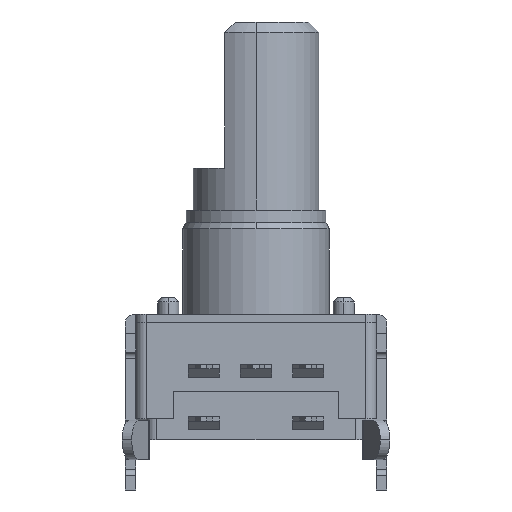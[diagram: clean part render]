
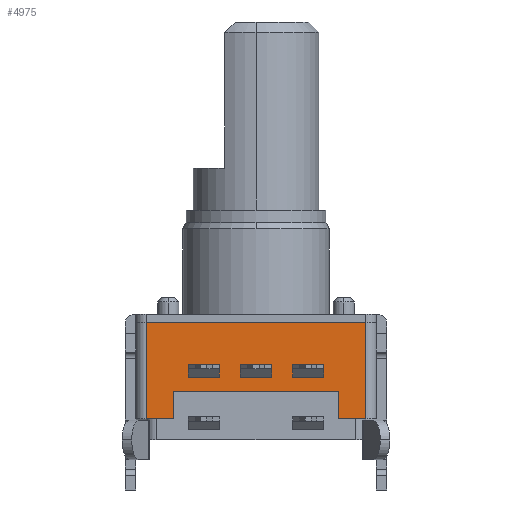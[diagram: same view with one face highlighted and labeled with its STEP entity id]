
A CAD part, front view. The second image highlights one B-rep face of the part: STEP entity #4975.
In plain terms, the highlighted planar face has unit normal (0, -1, 0).
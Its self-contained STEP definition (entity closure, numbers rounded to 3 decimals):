
#412 = DIRECTION ( 'NONE',  ( 0., 0., -1. ) ) ;
#609 = CARTESIAN_POINT ( 'NONE',  ( 3.95, 3.3, 2.3 ) ) ;
#834 = DIRECTION ( 'NONE',  ( 0., 0., -1. ) ) ;
#920 = CARTESIAN_POINT ( 'NONE',  ( -3.95, 3.3, 1. ) ) ;
#1050 = CARTESIAN_POINT ( 'NONE',  ( 5.25, 3.3, 2.3 ) ) ;
#1115 = EDGE_CURVE ( 'NONE', #1821, #1378, #4274, .T. ) ;
#1311 = LINE ( 'NONE', #8730, #3667 ) ;
#1378 = VERTEX_POINT ( 'NONE', #8223 ) ;
#1533 = DIRECTION ( 'NONE',  ( -1., 0., 0. ) ) ;
#1561 = DIRECTION ( 'NONE',  ( -1., 0., 0. ) ) ;
#1821 = VERTEX_POINT ( 'NONE', #6972 ) ;
#2043 = DIRECTION ( 'NONE',  ( -1., 0., 0. ) ) ;
#2370 = ORIENTED_EDGE ( 'NONE', *, *, #4132, .F. ) ;
#2615 = VECTOR ( 'NONE', #4560, 1000. ) ;
#2727 = CARTESIAN_POINT ( 'NONE',  ( -3.95, 3.3, 2.3 ) ) ;
#2849 = EDGE_CURVE ( 'NONE', #1378, #9251, #5156, .T. ) ;
#2858 = LINE ( 'NONE', #7284, #2615 ) ;
#2951 = VERTEX_POINT ( 'NONE', #7988 ) ;
#3019 = CARTESIAN_POINT ( 'NONE',  ( 3.95, 3.3, 2.3 ) ) ;
#3042 = DIRECTION ( 'NONE',  ( 0., 0., -1. ) ) ;
#3467 = EDGE_LOOP ( 'NONE', ( #3851, #7027, #5624, #8283, #8006, #5415, #2370, #6801 ) ) ;
#3667 = VECTOR ( 'NONE', #1533, 1000. ) ;
#3773 = CARTESIAN_POINT ( 'NONE',  ( -3.95, 3.3, 2.3 ) ) ;
#3851 = ORIENTED_EDGE ( 'NONE', *, *, #4625, .F. ) ;
#4129 = EDGE_CURVE ( 'NONE', #1821, #5034, #1311, .T. ) ;
#4132 = EDGE_CURVE ( 'NONE', #6889, #2951, #5551, .T. ) ;
#4274 = LINE ( 'NONE', #7364, #6169 ) ;
#4461 = VERTEX_POINT ( 'NONE', #2727 ) ;
#4560 = DIRECTION ( 'NONE',  ( 0., 0., -1. ) ) ;
#4625 = EDGE_CURVE ( 'NONE', #6314, #4461, #8684, .T. ) ;
#4975 = ADVANCED_FACE ( 'NONE', ( #7793 ), #8039, .T. ) ;
#5021 = LINE ( 'NONE', #609, #7624 ) ;
#5034 = VERTEX_POINT ( 'NONE', #8011 ) ;
#5046 = VECTOR ( 'NONE', #2043, 1000. ) ;
#5156 = LINE ( 'NONE', #6396, #5046 ) ;
#5415 = ORIENTED_EDGE ( 'NONE', *, *, #6313, .T. ) ;
#5551 = LINE ( 'NONE', #8053, #6805 ) ;
#5624 = ORIENTED_EDGE ( 'NONE', *, *, #2849, .F. ) ;
#5784 = DIRECTION ( 'NONE',  ( 1., 0., 0. ) ) ;
#6097 = VECTOR ( 'NONE', #412, 1000. ) ;
#6169 = VECTOR ( 'NONE', #3042, 1000. ) ;
#6196 = AXIS2_PLACEMENT_3D ( 'NONE', #7205, #6547, #5784 ) ;
#6206 = LINE ( 'NONE', #3773, #6097 ) ;
#6313 = EDGE_CURVE ( 'NONE', #5034, #2951, #2858, .T. ) ;
#6314 = VERTEX_POINT ( 'NONE', #3019 ) ;
#6396 = CARTESIAN_POINT ( 'NONE',  ( 5.25, 3.3, 1. ) ) ;
#6547 = DIRECTION ( 'NONE',  ( 0., -1., 0. ) ) ;
#6584 = EDGE_CURVE ( 'NONE', #6314, #9251, #5021, .T. ) ;
#6746 = DIRECTION ( 'NONE',  ( -1., 0., 0. ) ) ;
#6801 = ORIENTED_EDGE ( 'NONE', *, *, #7311, .F. ) ;
#6805 = VECTOR ( 'NONE', #1561, 1000. ) ;
#6889 = VERTEX_POINT ( 'NONE', #920 ) ;
#6972 = CARTESIAN_POINT ( 'NONE',  ( 5.25, 3.3, 5.6 ) ) ;
#7027 = ORIENTED_EDGE ( 'NONE', *, *, #6584, .T. ) ;
#7205 = CARTESIAN_POINT ( 'NONE',  ( 5.25, 3.3, 5.6 ) ) ;
#7284 = CARTESIAN_POINT ( 'NONE',  ( -5.25, 3.3, 5.6 ) ) ;
#7311 = EDGE_CURVE ( 'NONE', #4461, #6889, #6206, .T. ) ;
#7364 = CARTESIAN_POINT ( 'NONE',  ( 5.25, 3.3, 5.6 ) ) ;
#7452 = VECTOR ( 'NONE', #6746, 1000. ) ;
#7624 = VECTOR ( 'NONE', #834, 1000. ) ;
#7793 = FACE_OUTER_BOUND ( 'NONE', #3467, .T. ) ;
#7988 = CARTESIAN_POINT ( 'NONE',  ( -5.25, 3.3, 1. ) ) ;
#8006 = ORIENTED_EDGE ( 'NONE', *, *, #4129, .T. ) ;
#8011 = CARTESIAN_POINT ( 'NONE',  ( -5.25, 3.3, 5.6 ) ) ;
#8039 = PLANE ( 'NONE',  #6196 ) ;
#8053 = CARTESIAN_POINT ( 'NONE',  ( -3.95, 3.3, 1. ) ) ;
#8223 = CARTESIAN_POINT ( 'NONE',  ( 5.25, 3.3, 1. ) ) ;
#8283 = ORIENTED_EDGE ( 'NONE', *, *, #1115, .F. ) ;
#8683 = CARTESIAN_POINT ( 'NONE',  ( 3.95, 3.3, 1. ) ) ;
#8684 = LINE ( 'NONE', #1050, #7452 ) ;
#8730 = CARTESIAN_POINT ( 'NONE',  ( 5.25, 3.3, 5.6 ) ) ;
#9251 = VERTEX_POINT ( 'NONE', #8683 ) ;
